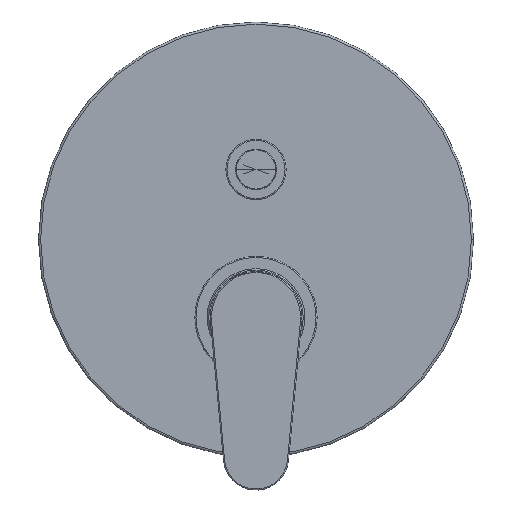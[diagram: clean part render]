
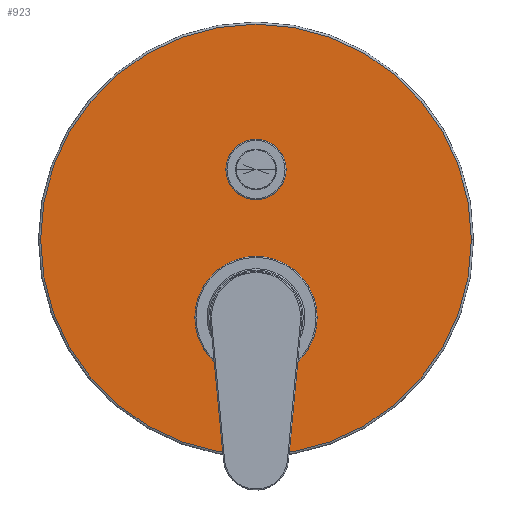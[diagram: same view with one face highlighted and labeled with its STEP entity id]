
A CAD part, top view. The second image highlights one B-rep face of the part: STEP entity #923.
In plain terms, the highlighted planar face has unit normal (0, 0, 1).
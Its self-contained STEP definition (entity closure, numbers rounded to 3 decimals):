
#74=CARTESIAN_POINT('',(0.,0.,45.7));
#75=DIRECTION('',(0.,0.,-1.));
#76=DIRECTION('',(-1.,0.,0.));
#77=AXIS2_PLACEMENT_3D('',#74,#75,#76);
#84=CARTESIAN_POINT('',(0.,35.8,45.7));
#85=DIRECTION('',(0.,0.,1.));
#86=DIRECTION('',(1.,0.,0.));
#87=AXIS2_PLACEMENT_3D('',#84,#85,#86);
#89=CARTESIAN_POINT('',(0.,35.8,45.7));
#90=DIRECTION('',(0.,0.,1.));
#91=DIRECTION('',(-1.,0.,0.));
#92=AXIS2_PLACEMENT_3D('',#89,#90,#91);
#132=CARTESIAN_POINT('',(0.,0.,45.7));
#133=DIRECTION('',(0.,0.,-1.));
#134=DIRECTION('',(1.,0.,0.));
#135=AXIS2_PLACEMENT_3D('',#132,#133,#134);
#142=CARTESIAN_POINT('',(0.,68.,45.7));
#143=DIRECTION('',(0.,0.,-1.));
#144=DIRECTION('',(-1.,0.,0.));
#145=AXIS2_PLACEMENT_3D('',#142,#143,#144);
#152=CARTESIAN_POINT('',(0.,68.,45.7));
#153=DIRECTION('',(0.,0.,-1.));
#154=DIRECTION('',(1.,0.,0.));
#155=AXIS2_PLACEMENT_3D('',#152,#153,#154);
#738=CARTESIAN_POINT('',(99.,35.8,45.7));
#739=CARTESIAN_POINT('',(-99.,35.8,45.7));
#740=VERTEX_POINT('',#738);
#741=VERTEX_POINT('',#739);
#746=CARTESIAN_POINT('',(-27.6,0.,45.7));
#747=CARTESIAN_POINT('',(27.6,0.,45.7));
#748=VERTEX_POINT('',#746);
#749=VERTEX_POINT('',#747);
#750=CARTESIAN_POINT('',(-13.35,68.,45.7));
#751=CARTESIAN_POINT('',(13.35,68.,45.7));
#752=VERTEX_POINT('',#750);
#753=VERTEX_POINT('',#751);
#901=CARTESIAN_POINT('',(0.,35.8,45.7));
#902=DIRECTION('',(0.,0.,-1.));
#903=DIRECTION('',(-1.,0.,0.));
#904=AXIS2_PLACEMENT_3D('',#901,#902,#903);
#905=PLANE('',#904);
#907=ORIENTED_EDGE('',*,*,#906,.F.);
#909=ORIENTED_EDGE('',*,*,#908,.F.);
#910=EDGE_LOOP('',(#907,#909));
#911=FACE_OUTER_BOUND('',#910,.F.);
#912=ORIENTED_EDGE('',*,*,#884,.F.);
#914=ORIENTED_EDGE('',*,*,#913,.F.);
#915=EDGE_LOOP('',(#912,#914));
#916=FACE_BOUND('',#915,.F.);
#918=ORIENTED_EDGE('',*,*,#917,.F.);
#920=ORIENTED_EDGE('',*,*,#919,.F.);
#921=EDGE_LOOP('',(#918,#920));
#922=FACE_BOUND('',#921,.F.);
#923=ADVANCED_FACE('',(#911,#916,#922),#905,.F.);
#78=CIRCLE('',#77,27.6);
#88=CIRCLE('',#87,99.);
#93=CIRCLE('',#92,99.);
#136=CIRCLE('',#135,27.6);
#146=CIRCLE('',#145,13.35);
#156=CIRCLE('',#155,13.35);
#884=EDGE_CURVE('',#748,#749,#78,.T.);
#906=EDGE_CURVE('',#740,#741,#88,.T.);
#908=EDGE_CURVE('',#741,#740,#93,.T.);
#913=EDGE_CURVE('',#749,#748,#136,.T.);
#917=EDGE_CURVE('',#752,#753,#146,.T.);
#919=EDGE_CURVE('',#753,#752,#156,.T.);
